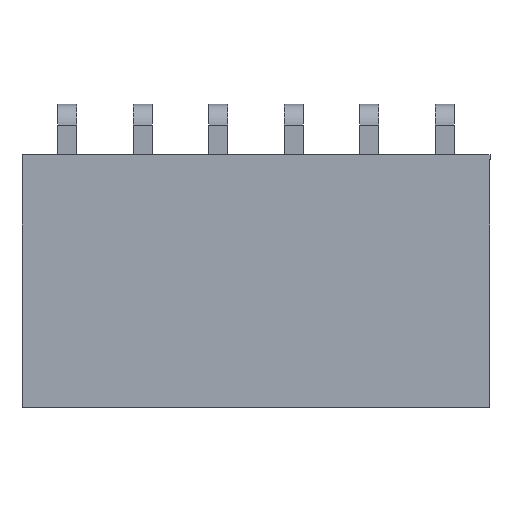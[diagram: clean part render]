
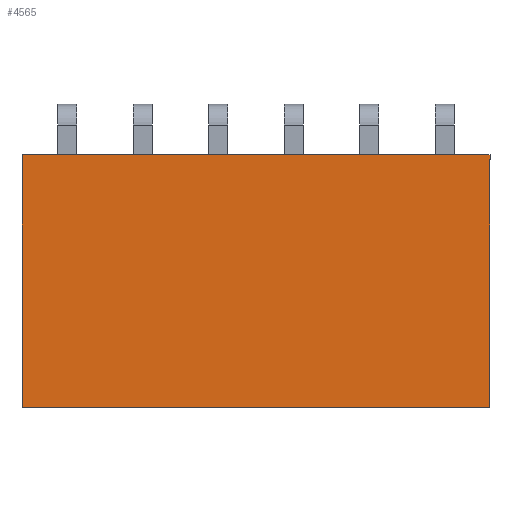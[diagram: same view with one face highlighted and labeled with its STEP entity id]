
A CAD part, top view. The second image highlights one B-rep face of the part: STEP entity #4565.
In plain terms, the highlighted planar face has unit normal (0, 0, 1).
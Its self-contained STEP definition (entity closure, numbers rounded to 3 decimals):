
#341 = VERTEX_POINT ( 'NONE', #9689 ) ;
#808 = CARTESIAN_POINT ( 'NONE',  ( 7.87, -8.5, 1.25 ) ) ;
#1319 = DIRECTION ( 'NONE',  ( -1., 0., 0. ) ) ;
#1411 = LINE ( 'NONE', #6167, #1690 ) ;
#1528 = AXIS2_PLACEMENT_3D ( 'NONE', #6260, #6288, #6324 ) ;
#1690 = VECTOR ( 'NONE', #1319, 1000. ) ;
#1898 = EDGE_CURVE ( 'NONE', #3407, #341, #6429, .T. ) ;
#2008 = DIRECTION ( 'NONE',  ( 0., 1., 0. ) ) ;
#2033 = CARTESIAN_POINT ( 'NONE',  ( -7.87, -8.5, 1.25 ) ) ;
#2078 = ORIENTED_EDGE ( 'NONE', *, *, #6113, .T. ) ;
#2324 = ORIENTED_EDGE ( 'NONE', *, *, #1898, .F. ) ;
#2389 = ORIENTED_EDGE ( 'NONE', *, *, #8707, .T. ) ;
#2980 = LINE ( 'NONE', #6457, #9396 ) ;
#3407 = VERTEX_POINT ( 'NONE', #2033 ) ;
#4037 = VERTEX_POINT ( 'NONE', #808 ) ;
#4565 = ADVANCED_FACE ( 'NONE', ( #5800 ), #5973, .F. ) ;
#4770 = CARTESIAN_POINT ( 'NONE',  ( -7.87, -8.5, 1.25 ) ) ;
#5073 = DIRECTION ( 'NONE',  ( 0., 1., 0. ) ) ;
#5800 = FACE_OUTER_BOUND ( 'NONE', #10114, .T. ) ;
#5973 = PLANE ( 'NONE',  #1528 ) ;
#6113 = EDGE_CURVE ( 'NONE', #4037, #6633, #10251, .T. ) ;
#6167 = CARTESIAN_POINT ( 'NONE',  ( 7.87, 0., 1.25 ) ) ;
#6260 = CARTESIAN_POINT ( 'NONE',  ( 7.87, -8.5, 1.25 ) ) ;
#6288 = DIRECTION ( 'NONE',  ( 0., 0., -1. ) ) ;
#6324 = DIRECTION ( 'NONE',  ( 0., -1., 0. ) ) ;
#6429 = LINE ( 'NONE', #4770, #7216 ) ;
#6457 = CARTESIAN_POINT ( 'NONE',  ( 7.87, -8.5, 1.25 ) ) ;
#6633 = VERTEX_POINT ( 'NONE', #7431 ) ;
#7216 = VECTOR ( 'NONE', #5073, 1000. ) ;
#7431 = CARTESIAN_POINT ( 'NONE',  ( 7.87, 0., 1.25 ) ) ;
#7657 = CARTESIAN_POINT ( 'NONE',  ( 7.87, -8.5, 1.25 ) ) ;
#8046 = DIRECTION ( 'NONE',  ( -1., 0., 0. ) ) ;
#8707 = EDGE_CURVE ( 'NONE', #6633, #341, #1411, .T. ) ;
#9396 = VECTOR ( 'NONE', #8046, 1000. ) ;
#9489 = ORIENTED_EDGE ( 'NONE', *, *, #10102, .F. ) ;
#9689 = CARTESIAN_POINT ( 'NONE',  ( -7.87, 0., 1.25 ) ) ;
#10102 = EDGE_CURVE ( 'NONE', #4037, #3407, #2980, .T. ) ;
#10114 = EDGE_LOOP ( 'NONE', ( #2389, #2324, #9489, #2078 ) ) ;
#10251 = LINE ( 'NONE', #7657, #10368 ) ;
#10368 = VECTOR ( 'NONE', #2008, 1000. ) ;
